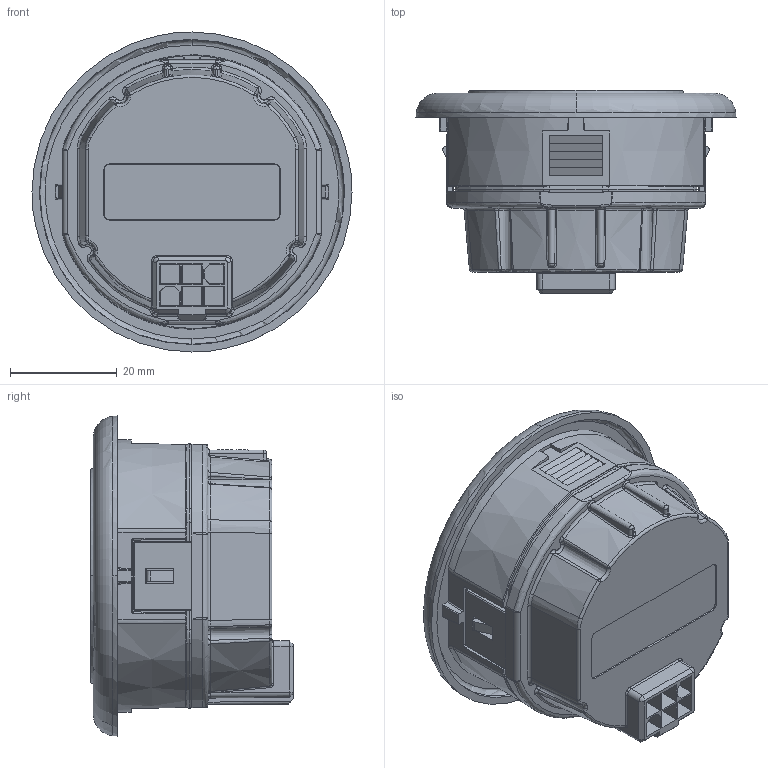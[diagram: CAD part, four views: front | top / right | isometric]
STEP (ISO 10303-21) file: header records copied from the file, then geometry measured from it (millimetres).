
FILE_DESCRIPTION (( 'STEP AP214' ), '1' );
FILE_NAME ('3140R.STEP', '2020-04-08T20:59:02', ( '' ), ( '' ), 'SwSTEP 2.0', 'SolidWorks 2018', '' );
FILE_SCHEMA (( 'AUTOMOTIVE_DESIGN' ));
Length unit declared in the file: inch
Products named in the file (1): 3140R
Bounding box: 60 x 37.98 x 60 mm (x, y, z)
Volume: 36738.9 mm3; surface area: 22999.2 mm2
Topology: 1 solids, 4 shells, 1821 faces, 4705 edges, 2997 vertices
Faces by surface type: plane 1090, bspline 389, cylinder 171, cone 163, torus 8
Entity records: 86113 total; most frequent: CARTESIAN_POINT 27291, ORIENTED_EDGE 9374, DIRECTION 6913, EDGE_CURVE 4687, VERTEX_POINT 2997, VECTOR 2969, LINE 2969, AXIS2_PLACEMENT_3D 1972
